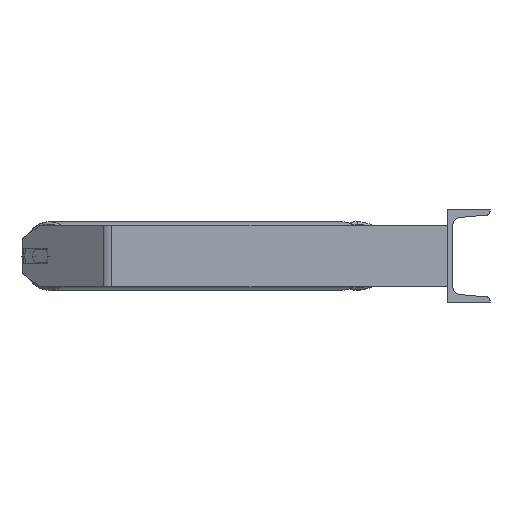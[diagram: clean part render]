
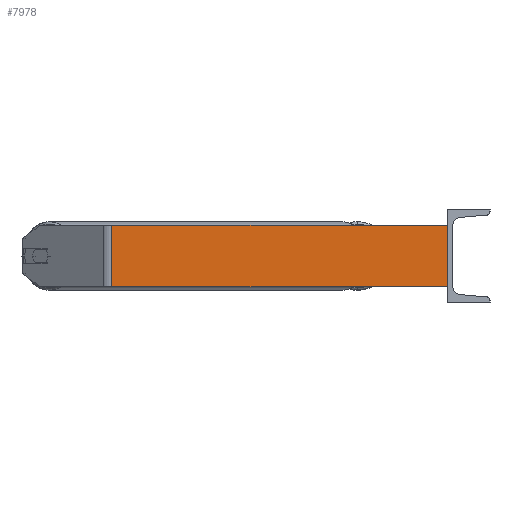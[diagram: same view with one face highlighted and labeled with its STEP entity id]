
A CAD part, left-side view. The second image highlights one B-rep face of the part: STEP entity #7978.
In plain terms, the highlighted planar face has unit normal (-1, 0, 0).
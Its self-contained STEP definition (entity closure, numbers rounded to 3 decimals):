
#117 = ORIENTED_EDGE ( 'NONE', *, *, #8708, .T. ) ;
#217 = ORIENTED_EDGE ( 'NONE', *, *, #8581, .F. ) ;
#1193 = AXIS2_PLACEMENT_3D ( 'NONE', #5302, #1278, #4633 ) ;
#1278 = DIRECTION ( 'NONE',  ( 1., 0., 0. ) ) ;
#1318 = LINE ( 'NONE', #8167, #8189 ) ;
#1396 = CARTESIAN_POINT ( 'NONE',  ( -885., 0., 40. ) ) ;
#2165 = VERTEX_POINT ( 'NONE', #8839 ) ;
#2455 = EDGE_LOOP ( 'NONE', ( #117, #217, #2739, #5740 ) ) ;
#2521 = PLANE ( 'NONE',  #1193 ) ;
#2739 = ORIENTED_EDGE ( 'NONE', *, *, #4045, .F. ) ;
#2821 = VECTOR ( 'NONE', #3555, 1000. ) ;
#3324 = EDGE_CURVE ( 'NONE', #3799, #2165, #5604, .T. ) ;
#3555 = DIRECTION ( 'NONE',  ( 0., -1., 0. ) ) ;
#3799 = VERTEX_POINT ( 'NONE', #4991 ) ;
#3873 = FACE_OUTER_BOUND ( 'NONE', #2455, .T. ) ;
#4045 = EDGE_CURVE ( 'NONE', #3799, #6211, #4239, .T. ) ;
#4053 = DIRECTION ( 'NONE',  ( 0., 0., -1. ) ) ;
#4095 = DIRECTION ( 'NONE',  ( 0., -1., 0. ) ) ;
#4100 = CARTESIAN_POINT ( 'NONE',  ( -885., 435.366, 40. ) ) ;
#4172 = DIRECTION ( 'NONE',  ( 0., 0., -1. ) ) ;
#4239 = LINE ( 'NONE', #7049, #2821 ) ;
#4633 = DIRECTION ( 'NONE',  ( 0., 1., 0. ) ) ;
#4688 = VECTOR ( 'NONE', #4053, 1000. ) ;
#4991 = CARTESIAN_POINT ( 'NONE',  ( -885., 435.366, 40. ) ) ;
#5302 = CARTESIAN_POINT ( 'NONE',  ( -885., 441.19, 40. ) ) ;
#5604 = LINE ( 'NONE', #4100, #4688 ) ;
#5740 = ORIENTED_EDGE ( 'NONE', *, *, #3324, .T. ) ;
#5962 = CARTESIAN_POINT ( 'NONE',  ( -885., 0., 40. ) ) ;
#6211 = VERTEX_POINT ( 'NONE', #5962 ) ;
#6307 = VECTOR ( 'NONE', #4172, 1000. ) ;
#7049 = CARTESIAN_POINT ( 'NONE',  ( -885., 441.19, 40. ) ) ;
#7214 = VERTEX_POINT ( 'NONE', #8565 ) ;
#7656 = LINE ( 'NONE', #1396, #6307 ) ;
#7978 = ADVANCED_FACE ( 'NONE', ( #3873 ), #2521, .F. ) ;
#8167 = CARTESIAN_POINT ( 'NONE',  ( -885., 441.19, -40. ) ) ;
#8189 = VECTOR ( 'NONE', #4095, 1000. ) ;
#8565 = CARTESIAN_POINT ( 'NONE',  ( -885., 0., -40. ) ) ;
#8581 = EDGE_CURVE ( 'NONE', #6211, #7214, #7656, .T. ) ;
#8708 = EDGE_CURVE ( 'NONE', #2165, #7214, #1318, .T. ) ;
#8839 = CARTESIAN_POINT ( 'NONE',  ( -885., 435.366, -40. ) ) ;
